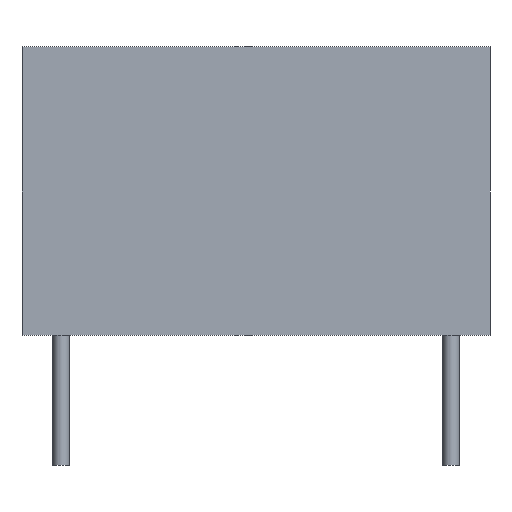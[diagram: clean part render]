
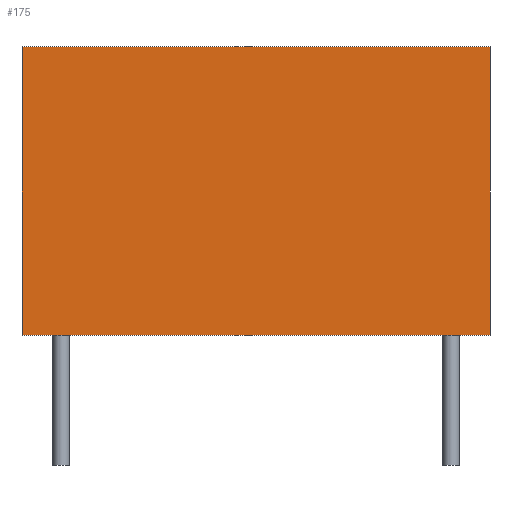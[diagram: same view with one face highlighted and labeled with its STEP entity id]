
A CAD part, front view. The second image highlights one B-rep face of the part: STEP entity #175.
In plain terms, the highlighted planar face has unit normal (0, -1, 0).
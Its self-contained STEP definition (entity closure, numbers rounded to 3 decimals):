
#61 = EDGE_CURVE('',#62,#64,#66,.T.);
#62 = VERTEX_POINT('',#63);
#63 = CARTESIAN_POINT('',(-1.5,-2.5,0.));
#64 = VERTEX_POINT('',#65);
#65 = CARTESIAN_POINT('',(-1.5,-2.5,11.1));
#66 = LINE('',#67,#68);
#67 = CARTESIAN_POINT('',(-1.5,-2.5,0.));
#68 = VECTOR('',#69,1.);
#69 = DIRECTION('',(0.,0.,1.));
#94 = VERTEX_POINT('',#95);
#95 = CARTESIAN_POINT('',(16.5,-2.5,11.1));
#101 = EDGE_CURVE('',#94,#64,#102,.T.);
#102 = LINE('',#103,#104);
#103 = CARTESIAN_POINT('',(16.5,-2.5,11.1));
#104 = VECTOR('',#105,1.);
#105 = DIRECTION('',(-1.,0.,0.));
#118 = EDGE_CURVE('',#119,#94,#121,.T.);
#119 = VERTEX_POINT('',#120);
#120 = CARTESIAN_POINT('',(16.5,-2.5,0.));
#121 = LINE('',#122,#123);
#122 = CARTESIAN_POINT('',(16.5,-2.5,0.));
#123 = VECTOR('',#124,1.);
#124 = DIRECTION('',(0.,0.,1.));
#142 = EDGE_CURVE('',#119,#62,#143,.T.);
#143 = LINE('',#144,#145);
#144 = CARTESIAN_POINT('',(16.5,-2.5,0.));
#145 = VECTOR('',#146,1.);
#146 = DIRECTION('',(-1.,0.,0.));
#175 = ADVANCED_FACE('',(#176),#182,.T.);
#176 = FACE_BOUND('',#177,.T.);
#177 = EDGE_LOOP('',(#178,#179,#180,#181));
#178 = ORIENTED_EDGE('',*,*,#118,.T.);
#179 = ORIENTED_EDGE('',*,*,#101,.T.);
#180 = ORIENTED_EDGE('',*,*,#61,.F.);
#181 = ORIENTED_EDGE('',*,*,#142,.F.);
#182 = PLANE('',#183);
#183 = AXIS2_PLACEMENT_3D('',#184,#185,#186);
#184 = CARTESIAN_POINT('',(16.5,-2.5,0.));
#185 = DIRECTION('',(0.,-1.,0.));
#186 = DIRECTION('',(-1.,0.,0.));
